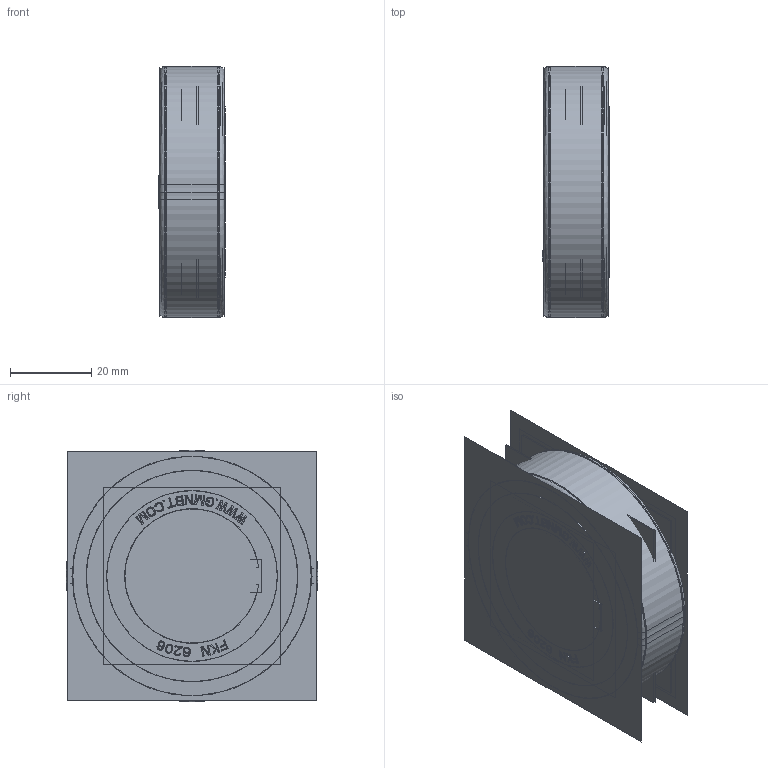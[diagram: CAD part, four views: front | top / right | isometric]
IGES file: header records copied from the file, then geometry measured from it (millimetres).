
Start section:  PTC IGES file: fkn6206.igs
Global section: file name: fkn6206.igs; native system: Creo Parametric by Parametric Technology Corporation; preprocessor: 2013150; author: sales 4; organization: Unknown; date: 20140325.121608; units: millimetre
Bounding box: 16.64 x 62 x 62 mm (x, y, z)
Volume: 31623.3 mm3; surface area: 214950.8 mm2
Topology: 50 solids, 50 shells, 4572 faces, 24286 edges, 30596 vertices
Faces by surface type: bspline 2474, revolution 2098
